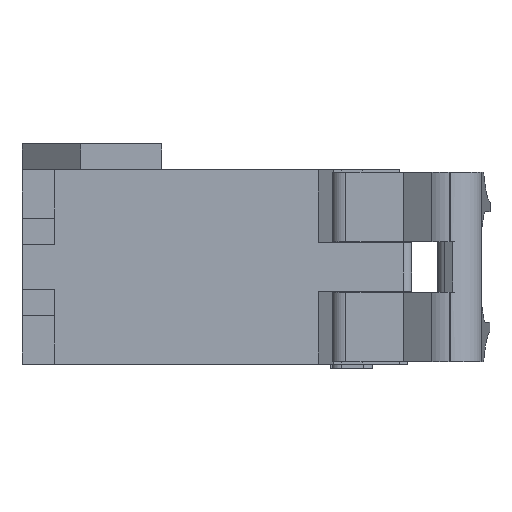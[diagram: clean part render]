
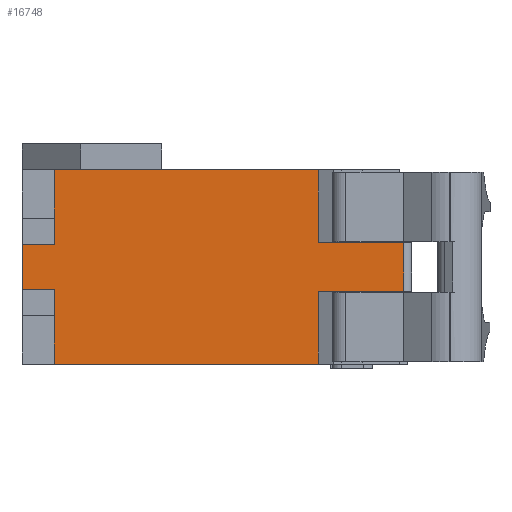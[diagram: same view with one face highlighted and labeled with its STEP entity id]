
A CAD part, left-side view. The second image highlights one B-rep face of the part: STEP entity #16748.
In plain terms, the highlighted planar face has unit normal (-1, 0, 0).
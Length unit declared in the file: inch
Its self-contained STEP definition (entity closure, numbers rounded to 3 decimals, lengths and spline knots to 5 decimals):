
#433=FACE_OUTER_BOUND('',#1286,.T.);
#1286=EDGE_LOOP('',(#11173,#11174,#11175,#11176,#11177,#11178,#11179,#11180,
#11181,#11182,#11183,#11184));
#2571=LINE('',#24167,#4657);
#2576=LINE('',#24177,#4662);
#2577=LINE('',#24180,#4663);
#2578=LINE('',#24182,#4664);
#2579=LINE('',#24184,#4665);
#2580=LINE('',#24186,#4666);
#2581=LINE('',#24188,#4667);
#2582=LINE('',#24190,#4668);
#2583=LINE('',#24192,#4669);
#2584=LINE('',#24194,#4670);
#2585=LINE('',#24196,#4671);
#2586=LINE('',#24197,#4672);
#4657=VECTOR('',#19373,0.3937);
#4662=VECTOR('',#19382,0.3937);
#4663=VECTOR('',#19385,0.3937);
#4664=VECTOR('',#19386,0.3937);
#4665=VECTOR('',#19387,0.3937);
#4666=VECTOR('',#19388,0.3937);
#4667=VECTOR('',#19389,0.3937);
#4668=VECTOR('',#19390,0.3937);
#4669=VECTOR('',#19391,0.3937);
#4670=VECTOR('',#19392,0.3937);
#4671=VECTOR('',#19393,0.3937);
#4672=VECTOR('',#19394,0.3937);
#6748=VERTEX_POINT('',#24164);
#6749=VERTEX_POINT('',#24166);
#6752=VERTEX_POINT('',#24175);
#6753=VERTEX_POINT('',#24179);
#6754=VERTEX_POINT('',#24181);
#6755=VERTEX_POINT('',#24183);
#6756=VERTEX_POINT('',#24185);
#6757=VERTEX_POINT('',#24187);
#6758=VERTEX_POINT('',#24189);
#6759=VERTEX_POINT('',#24191);
#6760=VERTEX_POINT('',#24193);
#6761=VERTEX_POINT('',#24195);
#8421=EDGE_CURVE('',#6748,#6749,#2571,.T.);
#8427=EDGE_CURVE('',#6752,#6748,#2576,.T.);
#8428=EDGE_CURVE('',#6753,#6752,#2577,.T.);
#8429=EDGE_CURVE('',#6753,#6754,#2578,.T.);
#8430=EDGE_CURVE('',#6755,#6754,#2579,.T.);
#8431=EDGE_CURVE('',#6755,#6756,#2580,.T.);
#8432=EDGE_CURVE('',#6756,#6757,#2581,.T.);
#8433=EDGE_CURVE('',#6757,#6758,#2582,.T.);
#8434=EDGE_CURVE('',#6758,#6759,#2583,.T.);
#8435=EDGE_CURVE('',#6759,#6760,#2584,.T.);
#8436=EDGE_CURVE('',#6761,#6760,#2585,.T.);
#8437=EDGE_CURVE('',#6761,#6749,#2586,.T.);
#11173=ORIENTED_EDGE('',*,*,#8427,.F.);
#11174=ORIENTED_EDGE('',*,*,#8428,.F.);
#11175=ORIENTED_EDGE('',*,*,#8429,.T.);
#11176=ORIENTED_EDGE('',*,*,#8430,.F.);
#11177=ORIENTED_EDGE('',*,*,#8431,.T.);
#11178=ORIENTED_EDGE('',*,*,#8432,.T.);
#11179=ORIENTED_EDGE('',*,*,#8433,.T.);
#11180=ORIENTED_EDGE('',*,*,#8434,.T.);
#11181=ORIENTED_EDGE('',*,*,#8435,.T.);
#11182=ORIENTED_EDGE('',*,*,#8436,.F.);
#11183=ORIENTED_EDGE('',*,*,#8437,.T.);
#11184=ORIENTED_EDGE('',*,*,#8421,.F.);
#15092=PLANE('',#17737);
#16748=ADVANCED_FACE('',(#433),#15092,.T.);
#17737=AXIS2_PLACEMENT_3D('',#24178,#19383,#19384);
#19373=DIRECTION('',(0.,1.,0.));
#19382=DIRECTION('',(0.,0.,-1.));
#19383=DIRECTION('center_axis',(-1.,0.,0.));
#19384=DIRECTION('ref_axis',(0.,1.,0.));
#19385=DIRECTION('',(0.,-1.,0.));
#19386=DIRECTION('',(0.,0.,1.));
#19387=DIRECTION('',(0.,-1.,0.));
#19388=DIRECTION('',(0.,0.,-1.));
#19389=DIRECTION('',(0.,1.,0.));
#19390=DIRECTION('',(0.,0.,-1.));
#19391=DIRECTION('',(0.,-1.,0.));
#19392=DIRECTION('',(0.,0.,-1.));
#19393=DIRECTION('',(0.,1.,0.));
#19394=DIRECTION('',(0.,0.,1.));
#24164=CARTESIAN_POINT('',(-0.7359,-0.49614,-0.046));
#24166=CARTESIAN_POINT('',(-0.7359,-0.39062,-0.046));
#24167=CARTESIAN_POINT('',(-0.7359,-0.50614,-0.046));
#24175=CARTESIAN_POINT('',(-0.7359,-0.49614,0.014));
#24177=CARTESIAN_POINT('',(-0.7359,-0.49614,-0.016));
#24178=CARTESIAN_POINT('Origin',(-0.7359,-0.50614,
-0.016));
#24179=CARTESIAN_POINT('',(-0.7359,-0.39062,0.014));
#24180=CARTESIAN_POINT('',(-0.7359,-0.39062,0.014));
#24181=CARTESIAN_POINT('',(-0.7359,-0.39062,0.104));
#24182=CARTESIAN_POINT('',(-0.7359,-0.39062,0.044));
#24183=CARTESIAN_POINT('',(-0.7359,-0.06514,0.104));
#24184=CARTESIAN_POINT('',(-0.7359,-0.50614,0.104));
#24185=CARTESIAN_POINT('',(-0.7359,-0.06514,0.012));
#24186=CARTESIAN_POINT('',(-0.7359,-0.06514,0.044));
#24187=CARTESIAN_POINT('',(-0.7359,-0.02514,0.012));
#24188=CARTESIAN_POINT('',(-0.7359,-0.35402,0.012));
#24189=CARTESIAN_POINT('',(-0.7359,-0.02514,-0.044));
#24190=CARTESIAN_POINT('',(-0.7359,-0.02514,-0.016));
#24191=CARTESIAN_POINT('',(-0.7359,-0.06514,-0.044));
#24192=CARTESIAN_POINT('',(-0.7359,-0.35402,-0.044));
#24193=CARTESIAN_POINT('',(-0.7359,-0.06514,-0.136));
#24194=CARTESIAN_POINT('',(-0.7359,-0.06514,-0.076));
#24195=CARTESIAN_POINT('',(-0.7359,-0.39062,-0.136));
#24196=CARTESIAN_POINT('',(-0.7359,-0.50614,-0.136));
#24197=CARTESIAN_POINT('',(-0.7359,-0.39062,-0.076));
